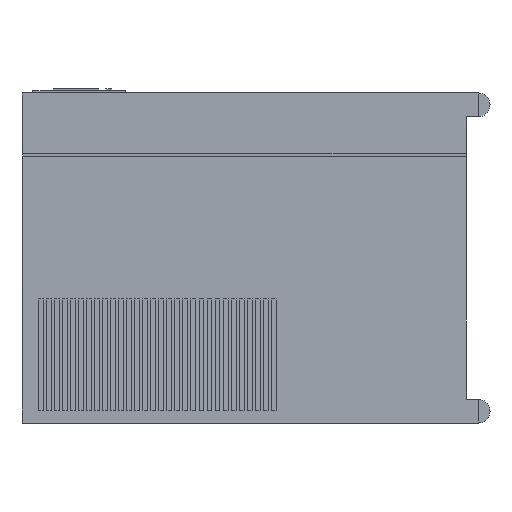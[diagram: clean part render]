
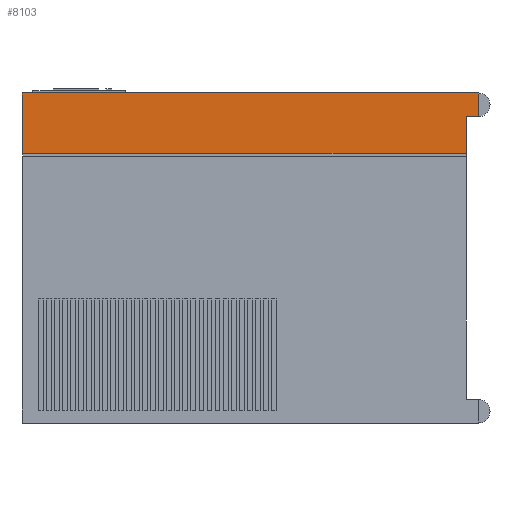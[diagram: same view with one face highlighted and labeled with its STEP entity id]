
A CAD part, left-side view. The second image highlights one B-rep face of the part: STEP entity #8103.
In plain terms, the highlighted planar face has unit normal (-1, 0, 0).
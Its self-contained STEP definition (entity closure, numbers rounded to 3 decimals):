
#373 = LINE ( 'NONE', #14983, #8578 ) ;
#420 = DIRECTION ( 'NONE',  ( 1., 0., 0. ) ) ;
#850 = DIRECTION ( 'NONE',  ( 0., 1., 0. ) ) ;
#922 = VECTOR ( 'NONE', #1301, 1000. ) ;
#934 = LINE ( 'NONE', #16421, #5055 ) ;
#1301 = DIRECTION ( 'NONE',  ( 0., 0., -1. ) ) ;
#1491 = VECTOR ( 'NONE', #2647, 1000. ) ;
#1587 = EDGE_CURVE ( 'NONE', #7770, #9791, #5032, .T. ) ;
#1637 = CARTESIAN_POINT ( 'NONE',  ( -115., -276.5, 411. ) ) ;
#1715 = FACE_OUTER_BOUND ( 'NONE', #8247, .T. ) ;
#1795 = VERTEX_POINT ( 'NONE', #15050 ) ;
#1931 = EDGE_CURVE ( 'NONE', #5495, #7026, #15488, .T. ) ;
#2048 = CARTESIAN_POINT ( 'NONE',  ( -115., 275.5, 334.315 ) ) ;
#2452 = EDGE_CURVE ( 'NONE', #5613, #5495, #373, .T. ) ;
#2647 = DIRECTION ( 'NONE',  ( 0., 0., -1. ) ) ;
#2782 = ORIENTED_EDGE ( 'NONE', *, *, #9192, .F. ) ;
#2968 = DIRECTION ( 'NONE',  ( 0., -1., 0. ) ) ;
#3118 = CARTESIAN_POINT ( 'NONE',  ( -115., -276.5, 411. ) ) ;
#3285 = AXIS2_PLACEMENT_3D ( 'NONE', #1637, #420, #5537 ) ;
#3582 = VERTEX_POINT ( 'NONE', #9224 ) ;
#4976 = EDGE_CURVE ( 'NONE', #3582, #5613, #15062, .T. ) ;
#5032 = LINE ( 'NONE', #13164, #922 ) ;
#5055 = VECTOR ( 'NONE', #850, 1000. ) ;
#5495 = VERTEX_POINT ( 'NONE', #12790 ) ;
#5537 = DIRECTION ( 'NONE',  ( 0., 0., -1. ) ) ;
#5540 = CARTESIAN_POINT ( 'NONE',  ( -115., -291.5, 381.44 ) ) ;
#5613 = VERTEX_POINT ( 'NONE', #16935 ) ;
#6224 = CARTESIAN_POINT ( 'NONE',  ( -115., 275.5, 332.047 ) ) ;
#6456 = VERTEX_POINT ( 'NONE', #5540 ) ;
#6700 = CARTESIAN_POINT ( 'NONE',  ( -115., -276.5, 411. ) ) ;
#7026 = VERTEX_POINT ( 'NONE', #2048 ) ;
#7453 = ORIENTED_EDGE ( 'NONE', *, *, #1931, .F. ) ;
#7770 = VERTEX_POINT ( 'NONE', #11594 ) ;
#7786 = LINE ( 'NONE', #9256, #11793 ) ;
#7839 = LINE ( 'NONE', #14496, #1491 ) ;
#8103 = ADVANCED_FACE ( 'NONE', ( #1715 ), #16086, .F. ) ;
#8247 = EDGE_LOOP ( 'NONE', ( #8960, #7453, #10530, #14111, #2782, #8866, #9460, #9484 ) ) ;
#8578 = VECTOR ( 'NONE', #12217, 1000. ) ;
#8866 = ORIENTED_EDGE ( 'NONE', *, *, #15989, .F. ) ;
#8960 = ORIENTED_EDGE ( 'NONE', *, *, #15856, .F. ) ;
#9192 = EDGE_CURVE ( 'NONE', #6456, #3582, #7786, .T. ) ;
#9224 = CARTESIAN_POINT ( 'NONE',  ( -115., -276.5, 381.44 ) ) ;
#9256 = CARTESIAN_POINT ( 'NONE',  ( -115., -291.5, 381.44 ) ) ;
#9460 = ORIENTED_EDGE ( 'NONE', *, *, #16600, .F. ) ;
#9484 = ORIENTED_EDGE ( 'NONE', *, *, #1587, .T. ) ;
#9791 = VERTEX_POINT ( 'NONE', #13727 ) ;
#9962 = DIRECTION ( 'NONE',  ( 0., 0., -1. ) ) ;
#10530 = ORIENTED_EDGE ( 'NONE', *, *, #2452, .F. ) ;
#10879 = VECTOR ( 'NONE', #2968, 1000. ) ;
#11594 = CARTESIAN_POINT ( 'NONE',  ( -115., 276.5, 411. ) ) ;
#11668 = DIRECTION ( 'NONE',  ( 0., 0., -1. ) ) ;
#11793 = VECTOR ( 'NONE', #14358, 1000. ) ;
#11845 = VECTOR ( 'NONE', #11668, 1000. ) ;
#12217 = DIRECTION ( 'NONE',  ( 0., 1., 0. ) ) ;
#12790 = CARTESIAN_POINT ( 'NONE',  ( -115., 275.5, 336.229 ) ) ;
#13164 = CARTESIAN_POINT ( 'NONE',  ( -115., 276.5, 411. ) ) ;
#13362 = LINE ( 'NONE', #6700, #10879 ) ;
#13727 = CARTESIAN_POINT ( 'NONE',  ( -115., 276.5, 334.315 ) ) ;
#14111 = ORIENTED_EDGE ( 'NONE', *, *, #4976, .F. ) ;
#14358 = DIRECTION ( 'NONE',  ( 0., 1., 0. ) ) ;
#14496 = CARTESIAN_POINT ( 'NONE',  ( -115., -291.5, 411. ) ) ;
#14983 = CARTESIAN_POINT ( 'NONE',  ( -115., 275.5, 336.229 ) ) ;
#15050 = CARTESIAN_POINT ( 'NONE',  ( -115., -291.5, 411. ) ) ;
#15062 = LINE ( 'NONE', #3118, #16689 ) ;
#15488 = LINE ( 'NONE', #6224, #11845 ) ;
#15856 = EDGE_CURVE ( 'NONE', #7026, #9791, #934, .T. ) ;
#15989 = EDGE_CURVE ( 'NONE', #1795, #6456, #7839, .T. ) ;
#16086 = PLANE ( 'NONE',  #3285 ) ;
#16421 = CARTESIAN_POINT ( 'NONE',  ( -115., 275.5, 334.315 ) ) ;
#16600 = EDGE_CURVE ( 'NONE', #7770, #1795, #13362, .T. ) ;
#16689 = VECTOR ( 'NONE', #9962, 1000. ) ;
#16935 = CARTESIAN_POINT ( 'NONE',  ( -115., -276.5, 336.229 ) ) ;
